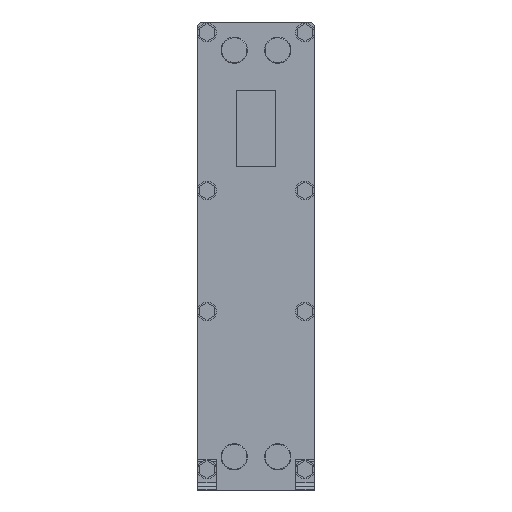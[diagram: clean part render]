
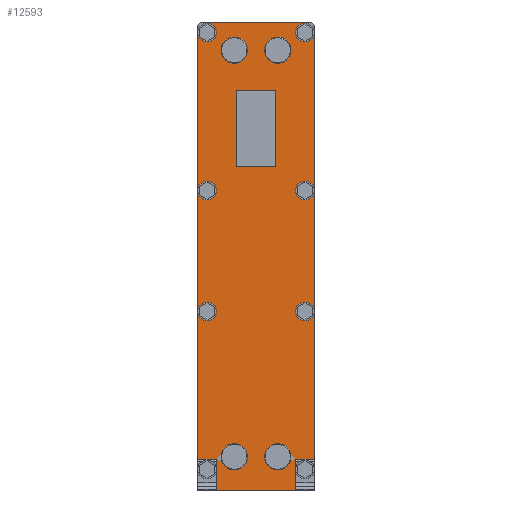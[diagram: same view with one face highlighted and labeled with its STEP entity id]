
A CAD part, front view. The second image highlights one B-rep face of the part: STEP entity #12593.
In plain terms, the highlighted planar face has unit normal (0, -1, 0).
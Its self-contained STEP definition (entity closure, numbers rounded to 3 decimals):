
#1389=FACE_BOUND('',#5374,.T.);
#1390=FACE_BOUND('',#5375,.T.);
#1391=FACE_BOUND('',#5376,.T.);
#1392=FACE_BOUND('',#5377,.T.);
#1393=FACE_BOUND('',#5378,.T.);
#1394=FACE_BOUND('',#5379,.T.);
#1395=FACE_BOUND('',#5380,.T.);
#1396=FACE_BOUND('',#5381,.T.);
#1397=FACE_BOUND('',#5382,.T.);
#1398=FACE_BOUND('',#5383,.T.);
#1399=FACE_BOUND('',#5384,.T.);
#1767=LINE('',#19118,#3191);
#1774=LINE('',#19135,#3198);
#1782=LINE('',#19160,#3206);
#1787=LINE('',#19173,#3211);
#1796=LINE('',#19196,#3220);
#1804=LINE('',#19221,#3228);
#1814=LINE('',#19263,#3238);
#1817=LINE('',#19268,#3241);
#1819=LINE('',#19272,#3243);
#1824=LINE('',#19285,#3248);
#1827=LINE('',#19290,#3251);
#1829=LINE('',#19294,#3253);
#1831=LINE('',#19297,#3255);
#1832=LINE('',#19300,#3256);
#1834=LINE('',#19304,#3258);
#1838=LINE('',#19309,#3262);
#1839=LINE('',#19311,#3263);
#1840=LINE('',#19313,#3264);
#3191=VECTOR('',#15083,1.);
#3198=VECTOR('',#15098,1.);
#3206=VECTOR('',#15126,1.);
#3211=VECTOR('',#15135,1.);
#3220=VECTOR('',#15158,1.);
#3228=VECTOR('',#15186,1.);
#3238=VECTOR('',#15220,10.);
#3241=VECTOR('',#15225,10.);
#3243=VECTOR('',#15229,10.);
#3248=VECTOR('',#15238,10.);
#3251=VECTOR('',#15243,10.);
#3253=VECTOR('',#15247,10.);
#3255=VECTOR('',#15251,10.);
#3256=VECTOR('',#15254,10.);
#3258=VECTOR('',#15258,1.);
#3262=VECTOR('',#15264,1.);
#3263=VECTOR('',#15267,10.);
#3264=VECTOR('',#15270,10.);
#4695=FACE_OUTER_BOUND('',#5373,.T.);
#5373=EDGE_LOOP('',(#9880,#9881,#9882,#9883,#9884,#9885,#9886,#9887,#9888,
#9889,#9890,#9891,#9892,#9893));
#5374=EDGE_LOOP('',(#9894));
#5375=EDGE_LOOP('',(#9895));
#5376=EDGE_LOOP('',(#9896));
#5377=EDGE_LOOP('',(#9897));
#5378=EDGE_LOOP('',(#9898));
#5379=EDGE_LOOP('',(#9899));
#5380=EDGE_LOOP('',(#9900));
#5381=EDGE_LOOP('',(#9901));
#5382=EDGE_LOOP('',(#9902));
#5383=EDGE_LOOP('',(#9903));
#5384=EDGE_LOOP('',(#9904,#9905,#9906,#9907));
#5975=CIRCLE('',#13163,15.);
#5977=CIRCLE('',#13180,15.);
#5979=CIRCLE('',#13185,21.2);
#5982=CIRCLE('',#13191,21.2);
#5985=CIRCLE('',#13197,15.);
#5987=CIRCLE('',#13208,15.);
#5989=CIRCLE('',#13225,15.);
#5991=CIRCLE('',#13236,15.);
#5999=CIRCLE('',#13259,21.2);
#6002=CIRCLE('',#13265,21.2);
#6707=VERTEX_POINT('',#18704);
#6727=VERTEX_POINT('',#18771);
#6729=VERTEX_POINT('',#18778);
#6732=VERTEX_POINT('',#18787);
#6741=VERTEX_POINT('',#18808);
#6755=VERTEX_POINT('',#18851);
#6775=VERTEX_POINT('',#18918);
#6789=VERTEX_POINT('',#18961);
#6811=VERTEX_POINT('',#19029);
#6814=VERTEX_POINT('',#19038);
#6835=VERTEX_POINT('',#19102);
#6839=VERTEX_POINT('',#19114);
#6840=VERTEX_POINT('',#19116);
#6853=VERTEX_POINT('',#19158);
#6854=VERTEX_POINT('',#19162);
#6858=VERTEX_POINT('',#19170);
#6859=VERTEX_POINT('',#19172);
#6873=VERTEX_POINT('',#19219);
#6892=VERTEX_POINT('',#19260);
#6893=VERTEX_POINT('',#19262);
#6894=VERTEX_POINT('',#19266);
#6895=VERTEX_POINT('',#19270);
#6900=VERTEX_POINT('',#19283);
#6901=VERTEX_POINT('',#19284);
#6902=VERTEX_POINT('',#19289);
#6903=VERTEX_POINT('',#19293);
#6904=VERTEX_POINT('',#19299);
#6905=VERTEX_POINT('',#19303);
#7751=EDGE_CURVE('',#6707,#6707,#5975,.T.);
#7783=EDGE_CURVE('',#6727,#6727,#5977,.T.);
#7785=EDGE_CURVE('',#6729,#6729,#5979,.T.);
#7788=EDGE_CURVE('',#6732,#6732,#5982,.T.);
#7797=EDGE_CURVE('',#6741,#6741,#5985,.T.);
#7817=EDGE_CURVE('',#6755,#6755,#5987,.T.);
#7849=EDGE_CURVE('',#6775,#6775,#5989,.T.);
#7869=EDGE_CURVE('',#6789,#6789,#5991,.T.);
#7900=EDGE_CURVE('',#6811,#6811,#5999,.T.);
#7903=EDGE_CURVE('',#6814,#6814,#6002,.T.);
#7940=EDGE_CURVE('',#6839,#6840,#1767,.T.);
#7949=EDGE_CURVE('',#6840,#6835,#1774,.T.);
#7961=EDGE_CURVE('',#6853,#6839,#1782,.T.);
#7966=EDGE_CURVE('',#6859,#6858,#1787,.T.);
#7979=EDGE_CURVE('',#6854,#6859,#1796,.T.);
#7991=EDGE_CURVE('',#6858,#6873,#1804,.T.);
#8011=EDGE_CURVE('',#6893,#6892,#1814,.T.);
#8014=EDGE_CURVE('',#6892,#6894,#1817,.T.);
#8016=EDGE_CURVE('',#6894,#6895,#1819,.T.);
#8021=EDGE_CURVE('',#6900,#6901,#1824,.T.);
#8024=EDGE_CURVE('',#6901,#6902,#1827,.T.);
#8026=EDGE_CURVE('',#6902,#6903,#1829,.T.);
#8028=EDGE_CURVE('',#6903,#6900,#1831,.T.);
#8029=EDGE_CURVE('',#6895,#6904,#1832,.T.);
#8031=EDGE_CURVE('',#6905,#6893,#1834,.T.);
#8035=EDGE_CURVE('',#6873,#6853,#1838,.T.);
#8036=EDGE_CURVE('',#6904,#6854,#1839,.T.);
#8037=EDGE_CURVE('',#6835,#6905,#1840,.T.);
#9880=ORIENTED_EDGE('',*,*,#7949,.T.);
#9881=ORIENTED_EDGE('',*,*,#8037,.T.);
#9882=ORIENTED_EDGE('',*,*,#8031,.T.);
#9883=ORIENTED_EDGE('',*,*,#8011,.T.);
#9884=ORIENTED_EDGE('',*,*,#8014,.T.);
#9885=ORIENTED_EDGE('',*,*,#8016,.T.);
#9886=ORIENTED_EDGE('',*,*,#8029,.T.);
#9887=ORIENTED_EDGE('',*,*,#8036,.T.);
#9888=ORIENTED_EDGE('',*,*,#7979,.T.);
#9889=ORIENTED_EDGE('',*,*,#7966,.T.);
#9890=ORIENTED_EDGE('',*,*,#7991,.T.);
#9891=ORIENTED_EDGE('',*,*,#8035,.T.);
#9892=ORIENTED_EDGE('',*,*,#7961,.T.);
#9893=ORIENTED_EDGE('',*,*,#7940,.T.);
#9894=ORIENTED_EDGE('',*,*,#7751,.T.);
#9895=ORIENTED_EDGE('',*,*,#7783,.T.);
#9896=ORIENTED_EDGE('',*,*,#7785,.T.);
#9897=ORIENTED_EDGE('',*,*,#7788,.T.);
#9898=ORIENTED_EDGE('',*,*,#7797,.T.);
#9899=ORIENTED_EDGE('',*,*,#7817,.T.);
#9900=ORIENTED_EDGE('',*,*,#7849,.T.);
#9901=ORIENTED_EDGE('',*,*,#7869,.T.);
#9902=ORIENTED_EDGE('',*,*,#7900,.T.);
#9903=ORIENTED_EDGE('',*,*,#7903,.T.);
#9904=ORIENTED_EDGE('',*,*,#8028,.T.);
#9905=ORIENTED_EDGE('',*,*,#8021,.T.);
#9906=ORIENTED_EDGE('',*,*,#8024,.T.);
#9907=ORIENTED_EDGE('',*,*,#8026,.T.);
#12092=PLANE('',#13346);
#12593=ADVANCED_FACE('',(#4695,#1389,#1390,#1391,#1392,#1393,#1394,#1395,
#1396,#1397,#1398,#1399),#12092,.F.);
#13163=AXIS2_PLACEMENT_3D('',#18705,#14677,#14678);
#13180=AXIS2_PLACEMENT_3D('',#18772,#14741,#14742);
#13185=AXIS2_PLACEMENT_3D('',#18779,#14751,#14752);
#13191=AXIS2_PLACEMENT_3D('',#18788,#14763,#14764);
#13197=AXIS2_PLACEMENT_3D('',#18809,#14781,#14782);
#13208=AXIS2_PLACEMENT_3D('',#18852,#14821,#14822);
#13225=AXIS2_PLACEMENT_3D('',#18919,#14885,#14886);
#13236=AXIS2_PLACEMENT_3D('',#18962,#14925,#14926);
#13259=AXIS2_PLACEMENT_3D('',#19030,#14994,#14995);
#13265=AXIS2_PLACEMENT_3D('',#19039,#15006,#15007);
#13346=AXIS2_PLACEMENT_3D('',#19314,#15271,#15272);
#14677=DIRECTION('center_axis',(0.,1.,0.));
#14678=DIRECTION('ref_axis',(-1.,0.,0.));
#14741=DIRECTION('center_axis',(0.,1.,0.));
#14742=DIRECTION('ref_axis',(-1.,0.,0.));
#14751=DIRECTION('center_axis',(0.,1.,0.));
#14752=DIRECTION('ref_axis',(-1.,0.,0.));
#14763=DIRECTION('center_axis',(0.,1.,0.));
#14764=DIRECTION('ref_axis',(-1.,0.,0.));
#14781=DIRECTION('center_axis',(0.,1.,0.));
#14782=DIRECTION('ref_axis',(-1.,0.,0.));
#14821=DIRECTION('center_axis',(0.,1.,0.));
#14822=DIRECTION('ref_axis',(-1.,0.,0.));
#14885=DIRECTION('center_axis',(0.,1.,0.));
#14886=DIRECTION('ref_axis',(-1.,0.,0.));
#14925=DIRECTION('center_axis',(0.,1.,0.));
#14926=DIRECTION('ref_axis',(-1.,0.,0.));
#14994=DIRECTION('center_axis',(0.,1.,0.));
#14995=DIRECTION('ref_axis',(-1.,0.,0.));
#15006=DIRECTION('center_axis',(0.,1.,0.));
#15007=DIRECTION('ref_axis',(-1.,0.,0.));
#15083=DIRECTION('',(1.,0.,0.));
#15098=DIRECTION('',(0.,0.,-1.));
#15126=DIRECTION('',(0.,0.,1.));
#15135=DIRECTION('',(1.,0.,0.));
#15158=DIRECTION('',(0.,0.,1.));
#15186=DIRECTION('',(0.,0.,-1.));
#15220=DIRECTION('',(-0.707,0.,0.707));
#15225=DIRECTION('',(-1.,0.,0.));
#15229=DIRECTION('',(-0.707,0.,-0.707));
#15238=DIRECTION('',(1.,0.,0.));
#15243=DIRECTION('',(0.,0.,-1.));
#15247=DIRECTION('',(-1.,0.,0.));
#15251=DIRECTION('',(0.,0.,1.));
#15254=DIRECTION('',(0.,0.,-1.));
#15258=DIRECTION('',(0.,0.,1.));
#15264=DIRECTION('',(1.,0.,0.));
#15267=DIRECTION('',(0.707,0.,-0.707));
#15270=DIRECTION('',(0.707,0.,0.707));
#15271=DIRECTION('center_axis',(0.,1.,0.));
#15272=DIRECTION('ref_axis',(-1.,0.,0.));
#18704=CARTESIAN_POINT('',(94.,-25.,738.));
#18705=CARTESIAN_POINT('Origin',(79.,-25.,738.));
#18771=CARTESIAN_POINT('',(-64.,-25.,738.));
#18772=CARTESIAN_POINT('Origin',(-79.,-25.,738.));
#18778=CARTESIAN_POINT('',(56.2,-25.,709.5));
#18779=CARTESIAN_POINT('Origin',(35.,-25.,709.5));
#18787=CARTESIAN_POINT('',(-13.8,-25.,709.5));
#18788=CARTESIAN_POINT('Origin',(-35.,-25.,709.5));
#18808=CARTESIAN_POINT('',(94.,-25.,483.));
#18809=CARTESIAN_POINT('Origin',(79.,-25.,483.));
#18851=CARTESIAN_POINT('',(94.,-25.,288.));
#18852=CARTESIAN_POINT('Origin',(79.,-25.,288.));
#18918=CARTESIAN_POINT('',(-64.,-25.,288.));
#18919=CARTESIAN_POINT('Origin',(-79.,-25.,288.));
#18961=CARTESIAN_POINT('',(-64.,-25.,483.));
#18962=CARTESIAN_POINT('Origin',(-79.,-25.,483.));
#19029=CARTESIAN_POINT('',(56.2,-25.,53.5));
#19030=CARTESIAN_POINT('Origin',(35.,-25.,53.5));
#19038=CARTESIAN_POINT('',(-13.8,-25.,53.5));
#19039=CARTESIAN_POINT('Origin',(-35.,-25.,53.5));
#19102=CARTESIAN_POINT('',(94.,-25.,4.));
#19114=CARTESIAN_POINT('',(64.,-25.,50.));
#19116=CARTESIAN_POINT('',(94.,-25.,50.));
#19118=CARTESIAN_POINT('',(0.,-25.,50.));
#19135=CARTESIAN_POINT('',(94.,-25.,28.928));
#19158=CARTESIAN_POINT('',(64.,-25.,0.));
#19160=CARTESIAN_POINT('',(64.,-25.,28.928));
#19162=CARTESIAN_POINT('',(-94.,-25.,4.));
#19170=CARTESIAN_POINT('',(-64.,-25.,50.));
#19172=CARTESIAN_POINT('',(-94.,-25.,50.));
#19173=CARTESIAN_POINT('',(0.,-25.,50.));
#19196=CARTESIAN_POINT('',(-94.,-25.,28.928));
#19219=CARTESIAN_POINT('',(-64.,-25.,0.));
#19221=CARTESIAN_POINT('',(-64.,-25.,28.928));
#19260=CARTESIAN_POINT('',(90.,-25.,755.));
#19262=CARTESIAN_POINT('',(95.,-25.,750.));
#19263=CARTESIAN_POINT('',(90.,-25.,755.));
#19266=CARTESIAN_POINT('',(-90.,-25.,755.));
#19268=CARTESIAN_POINT('',(-90.,-25.,755.));
#19270=CARTESIAN_POINT('',(-95.,-25.,750.));
#19272=CARTESIAN_POINT('',(-95.,-25.,750.));
#19283=CARTESIAN_POINT('',(-32.25,-25.,645.));
#19284=CARTESIAN_POINT('',(32.25,-25.,645.));
#19285=CARTESIAN_POINT('',(-16.125,-25.,645.));
#19289=CARTESIAN_POINT('',(32.25,-25.,521.2));
#19290=CARTESIAN_POINT('',(32.25,-25.,581.75));
#19293=CARTESIAN_POINT('',(-32.25,-25.,521.2));
#19294=CARTESIAN_POINT('',(16.125,-25.,521.2));
#19297=CARTESIAN_POINT('',(-32.25,-25.,519.85));
#19299=CARTESIAN_POINT('',(-95.,-25.,5.));
#19300=CARTESIAN_POINT('',(-95.,-25.,5.));
#19303=CARTESIAN_POINT('',(95.,-25.,5.));
#19304=CARTESIAN_POINT('',(95.,-25.,86.147));
#19309=CARTESIAN_POINT('',(-45.,-25.,0.));
#19311=CARTESIAN_POINT('',(-90.,-25.,0.));
#19313=CARTESIAN_POINT('',(95.,-25.,5.));
#19314=CARTESIAN_POINT('Origin',(0.,-25.,43.073));
